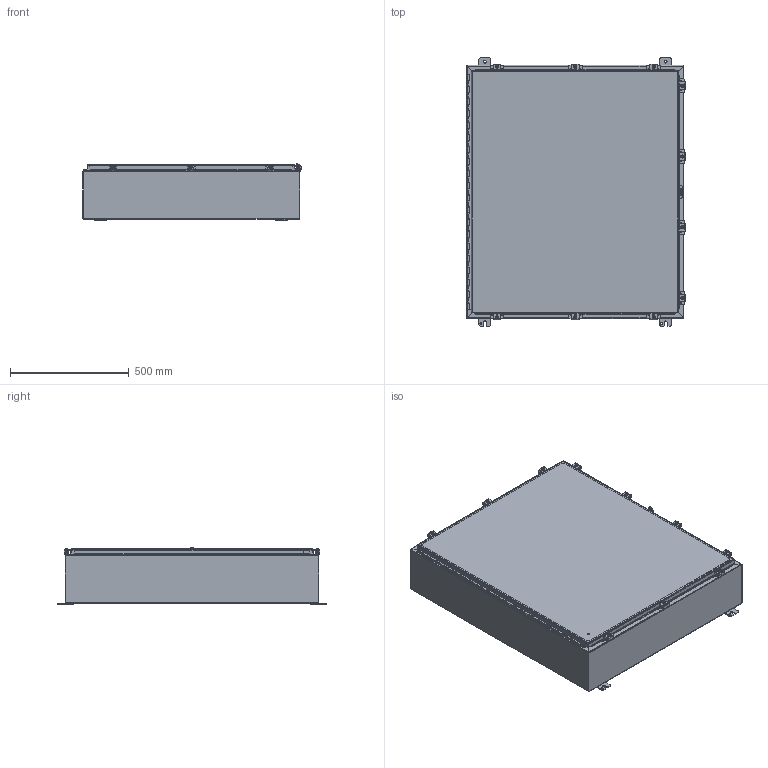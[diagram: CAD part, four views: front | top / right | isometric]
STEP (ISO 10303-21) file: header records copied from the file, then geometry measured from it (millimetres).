
FILE_DESCRIPTION(/* description */ ('ENCL,NEMA4,CS,(42X36X8)'),/* implementation_level */ '2;1');
FILE_NAME(/* name */ 'N4423608.stp',/* time_stamp */ '2022-02-22T08:15:24-06:00',/* author */ ('dnichola'),/* organization */ (''),/* preprocessor_version */ 'ST-DEVELOPER v18.1',/* originating_system */ 'Autodesk Inventor 2020',/* authorisation */ '');
FILE_SCHEMA (('AUTOMOTIVE_DESIGN { 1 0 10303 214 3 1 1 }'));
Length unit declared in the file: inch
Products named in the file (19): N4423608; 38420; 34840; N4423608BKP; 32911; FOAM IN PLACE; 38846; N44236LID; 328108; 328108T; 328108L; 328108P-1; 388116; HFW30825; HFW30825-1; HFW30825-2;  HFW30825-3; HFW30825-4; 30817
Assembly tree (46 placements, depth 3):
  N4423608
    34840  x4
    38420
    N4423608BKP
    32911
    FOAM IN PLACE
    38846
    N44236LID
    328108
      328108T
      328108L
      328108P-1
    388116  x8
    HFW30825  x10
      HFW30825-1
      HFW30825-2
       HFW30825-3
      HFW30825-4
    30817  x10
Bounding box: 919.88 x 1130.3 x 239.02 mm (x, y, z)
Volume: 6099601.3 mm3; surface area: 6330080.1 mm2
Topology: 71 solids, 71 shells, 2245 faces, 5795 edges, 3812 vertices
Faces by surface type: plane 1186, cylinder 746, bspline 161, torus 62, sphere 60, cone 30
Full cylindrical faces by diameter (mm): 2.794 x46, 2.921 x2, 3.048 x25, 3.967 x1, 5.359 x10, 6.35 x11, 7.137 x10, 7.95 x4, 8.382 x16, 8.56 x1, 8.89 x10, 11.125 x4, 12.7 x11, 13.208 x10, 15.875 x8
Entity records: 34136 total; most frequent: CARTESIAN_POINT 8092, DIRECTION 5171, ORIENTED_EDGE 5058, EDGE_CURVE 2529, AXIS2_PLACEMENT_3D 1743, LINE 1685, VECTOR 1685, VERTEX_POINT 1633
